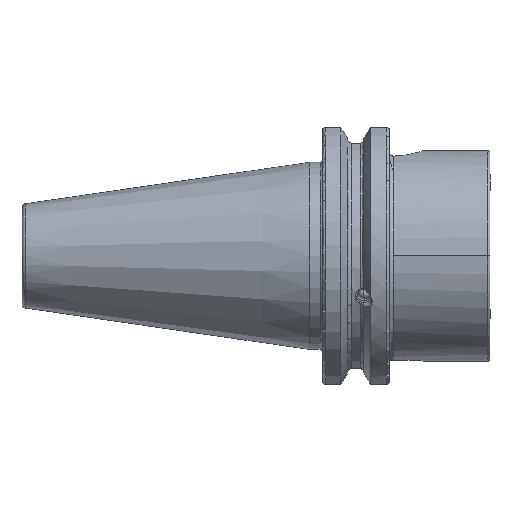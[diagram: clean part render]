
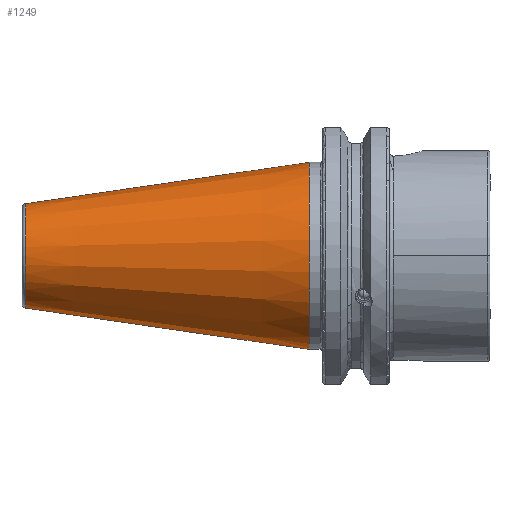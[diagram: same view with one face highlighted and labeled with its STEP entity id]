
A CAD part, front view. The second image highlights one B-rep face of the part: STEP entity #1249.
In plain terms, the highlighted conical face has half-angle 8.297 degrees and reference radius 22.225 mm.
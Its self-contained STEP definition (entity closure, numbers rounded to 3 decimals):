
#64 = CARTESIAN_POINT ( 'NONE',  ( 0., 0., 22.225 ) ) ;
#78 = DIRECTION ( 'NONE',  ( 0., 0., -1. ) ) ;
#135 = DIRECTION ( 'NONE',  ( 0.99, 0., -0.144 ) ) ;
#214 = DIRECTION ( 'NONE',  ( 0.99, 0., 0.144 ) ) ;
#240 = ORIENTED_EDGE ( 'NONE', *, *, #5964, .T. ) ;
#260 = CARTESIAN_POINT ( 'NONE',  ( 0., 0., 22.225 ) ) ;
#405 = AXIS2_PLACEMENT_3D ( 'NONE', #5951, #1895, #6624 ) ;
#521 = DIRECTION ( 'NONE',  ( 1., 0., 0. ) ) ;
#1122 = AXIS2_PLACEMENT_3D ( 'NONE', #3703, #521, #78 ) ;
#1141 = VERTEX_POINT ( 'NONE', #6758 ) ;
#1249 = ADVANCED_FACE ( 'NONE', ( #1635 ), #1342, .T. ) ;
#1255 = CIRCLE ( 'NONE', #5480, 12.397 ) ;
#1311 = LINE ( 'NONE', #260, #8021 ) ;
#1342 = CONICAL_SURFACE ( 'NONE', #1122, 22.225, 0.145 ) ;
#1376 = ORIENTED_EDGE ( 'NONE', *, *, #6936, .T. ) ;
#1635 = FACE_OUTER_BOUND ( 'NONE', #5502, .T. ) ;
#1718 = EDGE_CURVE ( 'NONE', #1141, #5820, #1255, .T. ) ;
#1895 = DIRECTION ( 'NONE',  ( -1., 0., 0. ) ) ;
#2294 = CARTESIAN_POINT ( 'NONE',  ( -67.394, 0., 0. ) ) ;
#3703 = CARTESIAN_POINT ( 'NONE',  ( 0., 0., 0. ) ) ;
#4394 = ORIENTED_EDGE ( 'NONE', *, *, #5612, .F. ) ;
#4665 = CARTESIAN_POINT ( 'NONE',  ( -67.394, 0., 12.397 ) ) ;
#4917 = DIRECTION ( 'NONE',  ( 0., 0., 1. ) ) ;
#5026 = VECTOR ( 'NONE', #135, 1000. ) ;
#5448 = LINE ( 'NONE', #8126, #5026 ) ;
#5480 = AXIS2_PLACEMENT_3D ( 'NONE', #2294, #7831, #4917 ) ;
#5502 = EDGE_LOOP ( 'NONE', ( #4394, #7750, #240, #1376 ) ) ;
#5612 = EDGE_CURVE ( 'NONE', #5820, #6365, #1311, .T. ) ;
#5820 = VERTEX_POINT ( 'NONE', #4665 ) ;
#5951 = CARTESIAN_POINT ( 'NONE',  ( 0., 0., 0. ) ) ;
#5964 = EDGE_CURVE ( 'NONE', #1141, #6858, #5448, .T. ) ;
#6089 = CIRCLE ( 'NONE', #405, 22.225 ) ;
#6365 = VERTEX_POINT ( 'NONE', #64 ) ;
#6624 = DIRECTION ( 'NONE',  ( 0., 0., 1. ) ) ;
#6758 = CARTESIAN_POINT ( 'NONE',  ( -67.394, 0., -12.397 ) ) ;
#6858 = VERTEX_POINT ( 'NONE', #8445 ) ;
#6936 = EDGE_CURVE ( 'NONE', #6858, #6365, #6089, .T. ) ;
#7750 = ORIENTED_EDGE ( 'NONE', *, *, #1718, .F. ) ;
#7831 = DIRECTION ( 'NONE',  ( -1., 0., 0. ) ) ;
#8021 = VECTOR ( 'NONE', #214, 1000. ) ;
#8126 = CARTESIAN_POINT ( 'NONE',  ( 0., 0., -22.225 ) ) ;
#8445 = CARTESIAN_POINT ( 'NONE',  ( 0., 0., -22.225 ) ) ;
